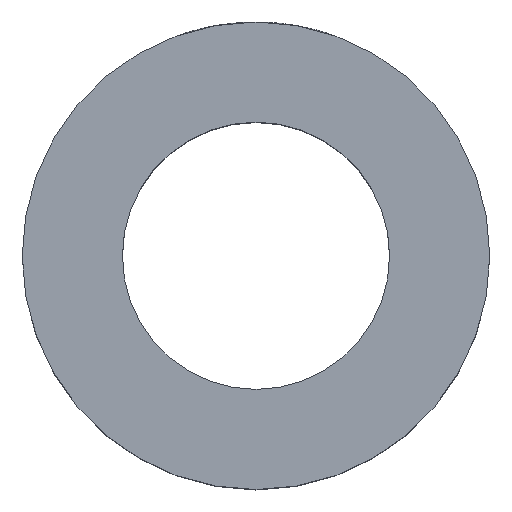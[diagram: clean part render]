
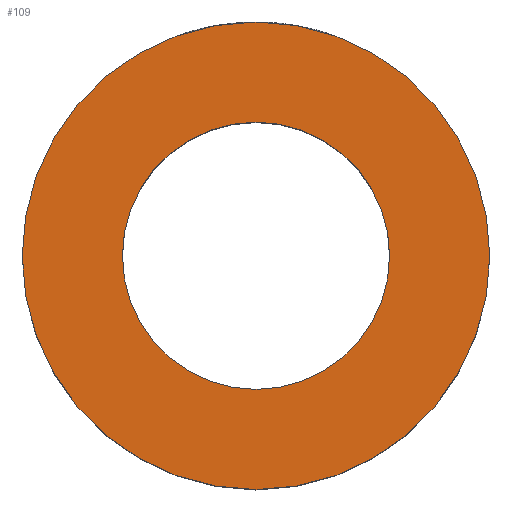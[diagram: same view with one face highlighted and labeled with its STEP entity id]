
A CAD part, top view. The second image highlights one B-rep face of the part: STEP entity #109.
In plain terms, the highlighted planar face has unit normal (0, 0, 1).
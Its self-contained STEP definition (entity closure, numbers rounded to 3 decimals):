
#10 = EDGE_LOOP ( 'NONE', ( #112, #371 ) ) ;
#16 = AXIS2_PLACEMENT_3D ( 'NONE', #265, #263, #251 ) ;
#17 = CIRCLE ( 'NONE', #172, 4. ) ;
#20 = AXIS2_PLACEMENT_3D ( 'NONE', #352, #348, #385 ) ;
#26 = DIRECTION ( 'NONE',  ( 1., 0., 0. ) ) ;
#27 = CARTESIAN_POINT ( 'NONE',  ( -7., 0., 7. ) ) ;
#28 = DIRECTION ( 'NONE',  ( 0., 0., 1. ) ) ;
#29 = CARTESIAN_POINT ( 'NONE',  ( 0., 0., 7. ) ) ;
#31 = CARTESIAN_POINT ( 'NONE',  ( 7., 0., 7. ) ) ;
#32 = EDGE_CURVE ( 'NONE', #280, #64, #17, .T. ) ;
#45 = AXIS2_PLACEMENT_3D ( 'NONE', #29, #28, #26 ) ;
#64 = VERTEX_POINT ( 'NONE', #401 ) ;
#109 = ADVANCED_FACE ( 'NONE', ( #425, #308 ), #206, .T. ) ;
#112 = ORIENTED_EDGE ( 'NONE', *, *, #288, .T. ) ;
#119 = ORIENTED_EDGE ( 'NONE', *, *, #32, .F. ) ;
#122 = AXIS2_PLACEMENT_3D ( 'NONE', #199, #256, #255 ) ;
#142 = CIRCLE ( 'NONE', #45, 7. ) ;
#163 = DIRECTION ( 'NONE',  ( 0., 0., 1. ) ) ;
#172 = AXIS2_PLACEMENT_3D ( 'NONE', #347, #163, #283 ) ;
#192 = CARTESIAN_POINT ( 'NONE',  ( 4., 0., 7. ) ) ;
#199 = CARTESIAN_POINT ( 'NONE',  ( 0., 0., 7. ) ) ;
#206 = PLANE ( 'NONE',  #122 ) ;
#251 = DIRECTION ( 'NONE',  ( 1., 0., 0. ) ) ;
#255 = DIRECTION ( 'NONE',  ( 1., 0., 0. ) ) ;
#256 = DIRECTION ( 'NONE',  ( 0., 0., 1. ) ) ;
#263 = DIRECTION ( 'NONE',  ( 0., 0., 1. ) ) ;
#265 = CARTESIAN_POINT ( 'NONE',  ( 0., 0., 7. ) ) ;
#280 = VERTEX_POINT ( 'NONE', #192 ) ;
#283 = DIRECTION ( 'NONE',  ( 1., 0., 0. ) ) ;
#288 = EDGE_CURVE ( 'NONE', #354, #369, #142, .T. ) ;
#301 = EDGE_LOOP ( 'NONE', ( #393, #119 ) ) ;
#308 = FACE_BOUND ( 'NONE', #301, .T. ) ;
#312 = CIRCLE ( 'NONE', #20, 7. ) ;
#318 = CIRCLE ( 'NONE', #16, 4. ) ;
#347 = CARTESIAN_POINT ( 'NONE',  ( 0., 0., 7. ) ) ;
#348 = DIRECTION ( 'NONE',  ( 0., 0., 1. ) ) ;
#352 = CARTESIAN_POINT ( 'NONE',  ( 0., 0., 7. ) ) ;
#354 = VERTEX_POINT ( 'NONE', #27 ) ;
#369 = VERTEX_POINT ( 'NONE', #31 ) ;
#371 = ORIENTED_EDGE ( 'NONE', *, *, #405, .T. ) ;
#385 = DIRECTION ( 'NONE',  ( 1., 0., 0. ) ) ;
#393 = ORIENTED_EDGE ( 'NONE', *, *, #419, .F. ) ;
#401 = CARTESIAN_POINT ( 'NONE',  ( -4., 0., 7. ) ) ;
#405 = EDGE_CURVE ( 'NONE', #369, #354, #312, .T. ) ;
#419 = EDGE_CURVE ( 'NONE', #64, #280, #318, .T. ) ;
#425 = FACE_OUTER_BOUND ( 'NONE', #10, .T. ) ;
